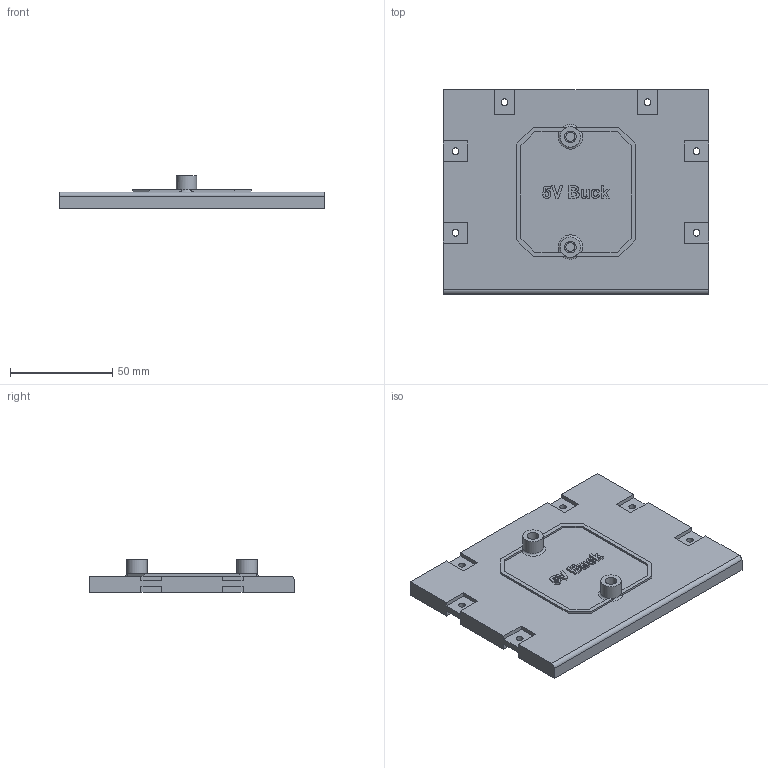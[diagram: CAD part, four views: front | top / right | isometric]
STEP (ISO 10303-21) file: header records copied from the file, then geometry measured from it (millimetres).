
FILE_DESCRIPTION(/* description */ (''),/* implementation_level */ '2;1');
FILE_NAME(/* name */ '5V Buck Mount.step',/* time_stamp */ '2026-01-14T14:29:06-05:00',/* author */ (''),/* organization */ (''),/* preprocessor_version */ 'ST-DEVELOPER v20.1',/* originating_system */ 'Autodesk Translation Framework v14.21.0.0',/* authorisation */ '');
FILE_SCHEMA (('AUTOMOTIVE_DESIGN { 1 0 10303 214 3 1 1 }'));
Length unit declared in the file: millimetre
Products named in the file (1): 2026-01-10-16-57-44-292
Bounding box: 130 x 100 x 16 mm (x, y, z)
Volume: 101522.8 mm3; surface area: 31675.4 mm2
Topology: 1 solids, 1 shells, 218 faces, 601 edges, 398 vertices
Faces by surface type: plane 136, bspline 65, cylinder 13, torus 4
Full cylindrical faces by diameter (mm): 3.3 x6, 4.4 x2, 5.7 x2, 10 x2
Entity records: 7590 total; most frequent: CARTESIAN_POINT 2403, ORIENTED_EDGE 1202, DIRECTION 809, EDGE_CURVE 601, LINE 425, VECTOR 425, VERTEX_POINT 398, EDGE_LOOP 243
